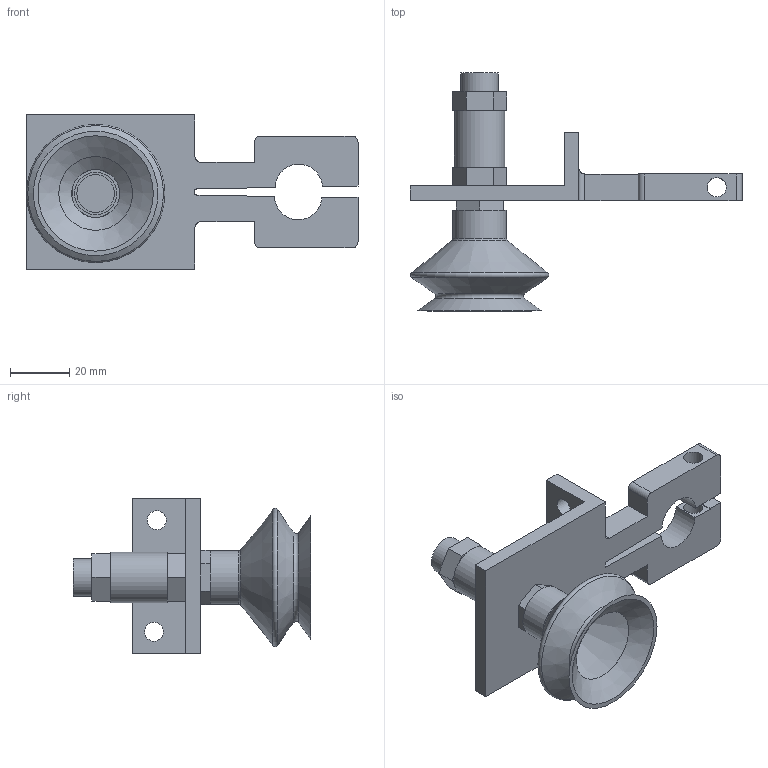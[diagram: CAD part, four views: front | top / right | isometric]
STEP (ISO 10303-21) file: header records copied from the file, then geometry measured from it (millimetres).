
FILE_DESCRIPTION(/* description */ (''),/* implementation_level */ '2;1');
FILE_NAME(/* name */ 'GripperEA.stp',/* time_stamp */ '2025-11-04T12:53:02-05:00',/* author */ ('esduj'),/* organization */ (''),/* preprocessor_version */ 'ST-DEVELOPER v20',/* originating_system */ 'Autodesk Inventor 2025',/* authorisation */ '');
FILE_SCHEMA (('AUTOMOTIVE_DESIGN { 1 0 10303 214 3 1 1 }'));
Products named in the file (6): Lab_Robot; AcopleVentosa; Soporte_Ventosa; Tuerca; TuercaR; ventosa 42mm
Assembly tree (6 placements, depth 2):
  Lab_Robot
    AcopleVentosa
    Soporte_Ventosa
    Tuerca  x2
    TuercaR
    ventosa 42mm
Bounding box: 112 x 80.28 x 52 mm (x, y, z)
Volume: 44040.8 mm3; surface area: 29917.6 mm2
Topology: 6 solids, 6 shells, 92 faces, 223 edges, 148 vertices
Faces by surface type: plane 58, cylinder 25, cone 6, torus 3
Full cylindrical faces by diameter (mm): 6.35 x2, 6.5 x2, 12.7 x6, 12.71 x1, 14.287 x1, 16.2 x1, 17 x1, 18 x1
Entity records: 2761 total; most frequent: DIRECTION 458, CARTESIAN_POINT 432, ORIENTED_EDGE 404, EDGE_CURVE 202, AXIS2_PLACEMENT_3D 160, LINE 138, VECTOR 138, VERTEX_POINT 133
